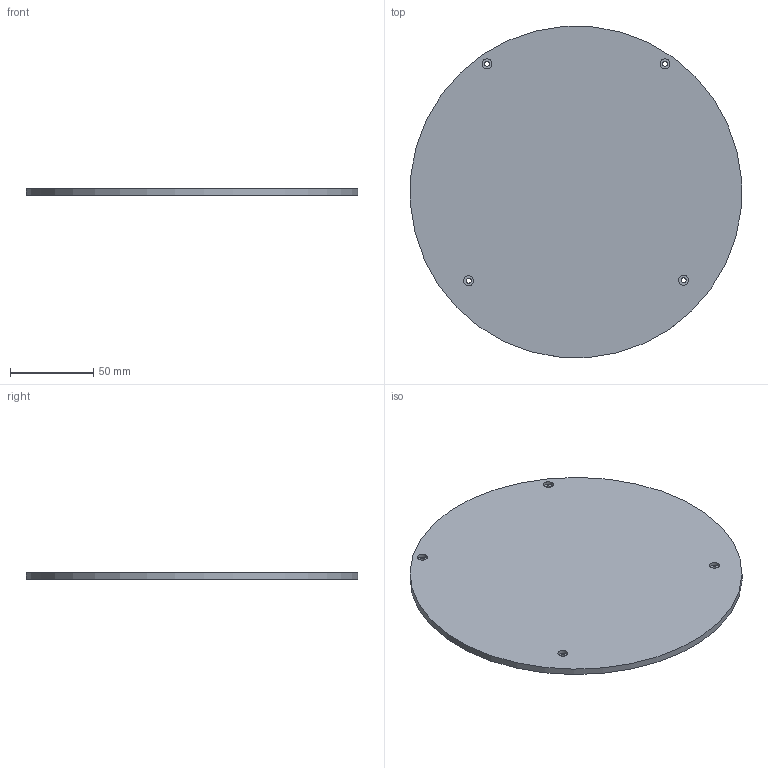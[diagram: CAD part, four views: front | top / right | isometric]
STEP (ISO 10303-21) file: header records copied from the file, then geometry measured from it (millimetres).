
FILE_DESCRIPTION(('STEP AP242'), '1');
FILE_NAME('Âåðõ', '', ('UNSPECIFIED'), ('UNSPECIFIED'), 'C3D Converter', 'C3D Toolkit', '');
FILE_SCHEMA(('AP242_MANAGED_MODEL_BASED_3D_ENGINEERING_MIM_LF { 1 0 10303 442 1 1 4 }'));
Length unit declared in the file: millimetre
Bounding box: 199.46 x 199.46 x 4 mm (x, y, z)
Volume: 125381 mm3; surface area: 65514.8 mm2
Topology: 1 solids, 1 shells, 15 faces, 27 edges, 18 vertices
Faces by surface type: cylinder 9, plane 6
Full cylindrical faces by diameter (mm): 3 x4, 6 x4, 200 x1
Entity records: 390 total; most frequent: DIRECTION 68, CARTESIAN_POINT 52, EDGE_LOOP 36, ORIENTED_EDGE 36, AXIS2_PLACEMENT_3D 34, FACE_OUTER_BOUND 18, FACE_BOUND 18, EDGE_CURVE 18
